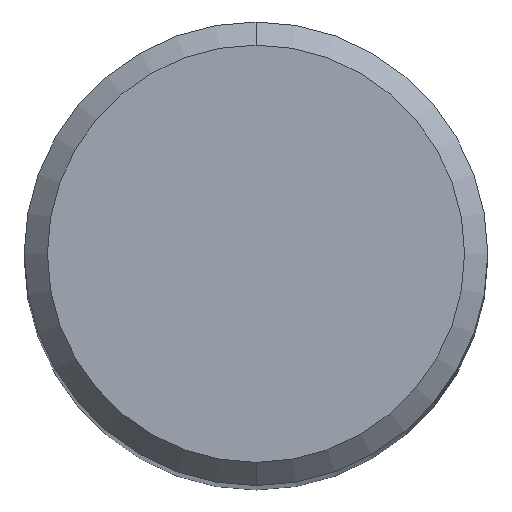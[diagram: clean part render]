
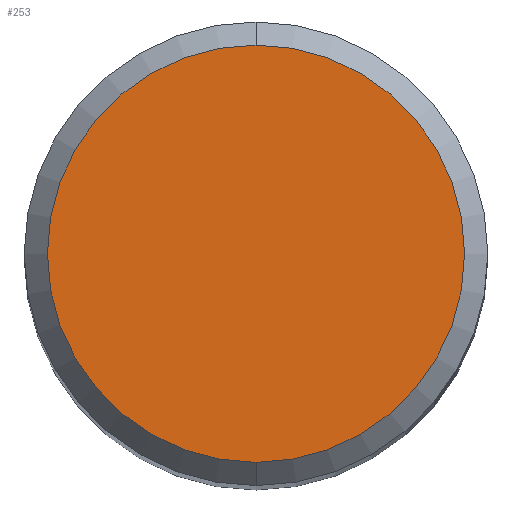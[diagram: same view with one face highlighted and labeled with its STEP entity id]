
A CAD part, top view. The second image highlights one B-rep face of the part: STEP entity #253.
In plain terms, the highlighted planar face has unit normal (0, 0, 1).
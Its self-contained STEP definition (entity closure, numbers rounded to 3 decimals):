
#253=ADVANCED_FACE('',(#648),#649,.T.);
#337=EDGE_CURVE('',#567,#515,#740,.T.);
#479=EDGE_CURVE('',#515,#567,#894,.T.);
#515=VERTEX_POINT('',#934);
#567=VERTEX_POINT('',#992);
#648=FACE_OUTER_BOUND('',#1077,.T.);
#649=PLANE('',#1078);
#740=CIRCLE('',#1268,3.6);
#894=CIRCLE('',#1515,3.6);
#934=CARTESIAN_POINT('',(0.0,3.6,0.0));
#992=CARTESIAN_POINT('',(0.,-3.6,0.0));
#1077=EDGE_LOOP('',(#1845,#1846));
#1078=AXIS2_PLACEMENT_3D('',#1847,#1848,#1849);
#1268=AXIS2_PLACEMENT_3D('',#1957,#1958,#1959);
#1515=AXIS2_PLACEMENT_3D('',#2117,#2118,#2119);
#1845=ORIENTED_EDGE('',*,*,#479,.F.);
#1846=ORIENTED_EDGE('',*,*,#337,.F.);
#1847=CARTESIAN_POINT('',(0.0,1.8,0.0));
#1848=DIRECTION('',(-0.0,0.0,1.0));
#1849=DIRECTION('',(0.0,-1.0,0.0));
#1957=CARTESIAN_POINT('',(0.0,0.0,0.0));
#1958=DIRECTION('',(0.0,0.0,-1.0));
#1959=DIRECTION('',(0.0,1.0,0.0));
#2117=CARTESIAN_POINT('',(0.0,0.0,0.0));
#2118=DIRECTION('',(0.0,0.0,-1.0));
#2119=DIRECTION('',(0.0,1.0,0.0));
